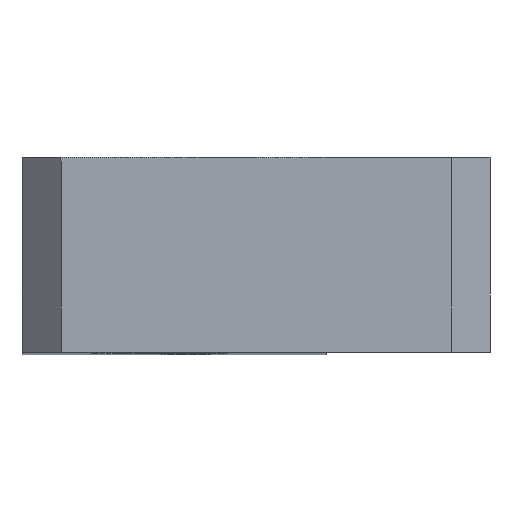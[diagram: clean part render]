
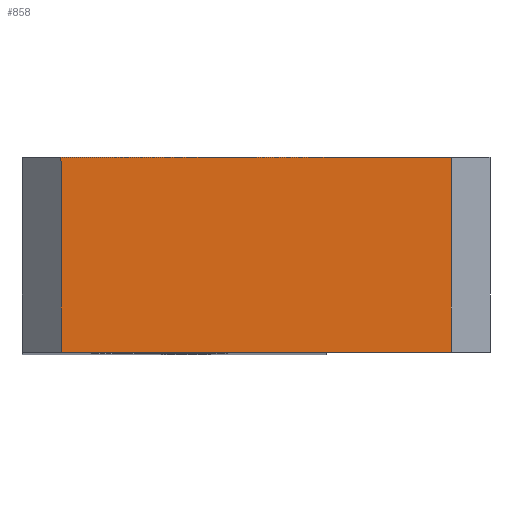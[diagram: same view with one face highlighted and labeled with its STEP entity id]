
A CAD part, top view. The second image highlights one B-rep face of the part: STEP entity #858.
In plain terms, the highlighted planar face has unit normal (0, 0, 1).
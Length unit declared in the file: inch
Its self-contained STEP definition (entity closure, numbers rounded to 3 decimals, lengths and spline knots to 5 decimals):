
#380 = EDGE_CURVE ( 'NONE', #3613, #758, #2284, .T. ) ;
#512 = CARTESIAN_POINT ( 'NONE',  ( -1.75, 1.25, 1. ) ) ;
#618 = LINE ( 'NONE', #1378, #3353 ) ;
#753 = VECTOR ( 'NONE', #4291, 39.37008 ) ;
#758 = VERTEX_POINT ( 'NONE', #881 ) ;
#858 = ADVANCED_FACE ( 'NONE', ( #1361 ), #4265, .F. ) ;
#881 = CARTESIAN_POINT ( 'NONE',  ( 0.75, 0., 1. ) ) ;
#903 = CARTESIAN_POINT ( 'NONE',  ( -2., 0., 1. ) ) ;
#1065 = CARTESIAN_POINT ( 'NONE',  ( -1.75, 0., 1. ) ) ;
#1361 = FACE_OUTER_BOUND ( 'NONE', #3317, .T. ) ;
#1378 = CARTESIAN_POINT ( 'NONE',  ( -1.75, 1.25, 1. ) ) ;
#1437 = DIRECTION ( 'NONE',  ( 0., -1., 0. ) ) ;
#1880 = VERTEX_POINT ( 'NONE', #512 ) ;
#2270 = VECTOR ( 'NONE', #2754, 39.37008 ) ;
#2284 = LINE ( 'NONE', #903, #2270 ) ;
#2362 = EDGE_CURVE ( 'NONE', #1880, #4186, #4528, .T. ) ;
#2754 = DIRECTION ( 'NONE',  ( 1., 0., 0. ) ) ;
#2922 = DIRECTION ( 'NONE',  ( 1., 0., 0. ) ) ;
#3269 = EDGE_CURVE ( 'NONE', #1880, #3613, #618, .T. ) ;
#3317 = EDGE_LOOP ( 'NONE', ( #4713, #4724, #4744, #4746 ) ) ;
#3353 = VECTOR ( 'NONE', #1437, 39.37008 ) ;
#3613 = VERTEX_POINT ( 'NONE', #1065 ) ;
#3696 = LINE ( 'NONE', #4289, #753 ) ;
#3991 = CARTESIAN_POINT ( 'NONE',  ( -2., 1.25, 1. ) ) ;
#4186 = VERTEX_POINT ( 'NONE', #4342 ) ;
#4211 = VECTOR ( 'NONE', #2922, 39.37008 ) ;
#4257 = DIRECTION ( 'NONE',  ( -1., 0., 0. ) ) ;
#4265 = PLANE ( 'NONE',  #4475 ) ;
#4277 = CARTESIAN_POINT ( 'NONE',  ( -2., 1.25, 1. ) ) ;
#4289 = CARTESIAN_POINT ( 'NONE',  ( 0.75, 1.25, 1. ) ) ;
#4291 = DIRECTION ( 'NONE',  ( 0., 1., 0. ) ) ;
#4325 = DIRECTION ( 'NONE',  ( 0., 0., -1. ) ) ;
#4342 = CARTESIAN_POINT ( 'NONE',  ( 0.75, 1.25, 1. ) ) ;
#4421 = EDGE_CURVE ( 'NONE', #758, #4186, #3696, .T. ) ;
#4475 = AXIS2_PLACEMENT_3D ( 'NONE', #4277, #4325, #4257 ) ;
#4528 = LINE ( 'NONE', #3991, #4211 ) ;
#4713 = ORIENTED_EDGE ( 'NONE', *, *, #380, .T. ) ;
#4724 = ORIENTED_EDGE ( 'NONE', *, *, #4421, .T. ) ;
#4744 = ORIENTED_EDGE ( 'NONE', *, *, #2362, .F. ) ;
#4746 = ORIENTED_EDGE ( 'NONE', *, *, #3269, .T. ) ;
